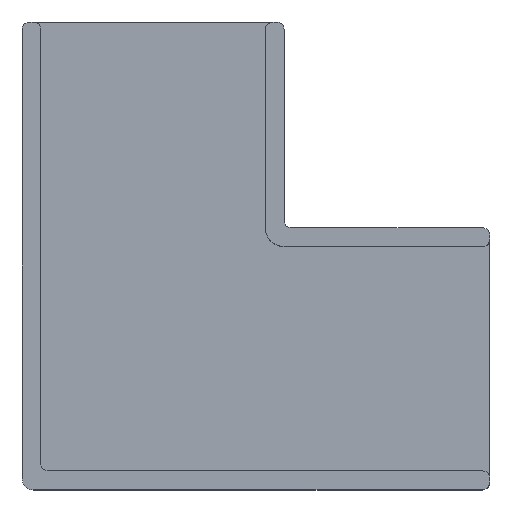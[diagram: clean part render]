
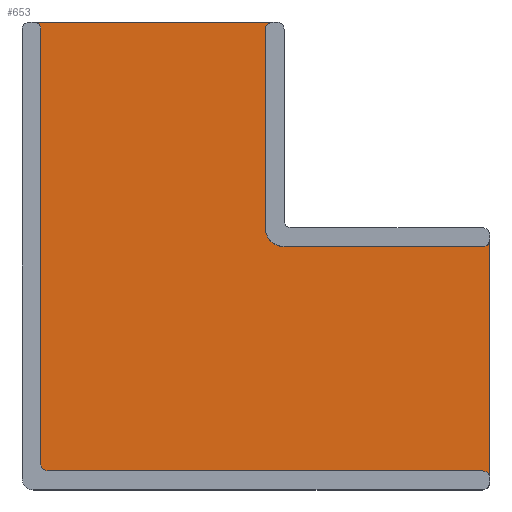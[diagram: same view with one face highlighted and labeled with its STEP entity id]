
A CAD part, top view. The second image highlights one B-rep face of the part: STEP entity #653.
In plain terms, the highlighted planar face has unit normal (0, 0, 1).
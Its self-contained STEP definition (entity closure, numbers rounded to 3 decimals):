
#38=PLANE('',#743);
#76=FACE_OUTER_BOUND('',#114,.T.);
#114=EDGE_LOOP('',(#586,#587,#588,#589,#590,#591,#592,#593,#594,#595,#596,
#597));
#123=LINE('',#990,#177);
#129=LINE('',#1006,#183);
#153=LINE('',#1116,#207);
#159=LINE('',#1131,#213);
#162=LINE('',#1139,#216);
#168=LINE('',#1159,#222);
#177=VECTOR('',#777,10.);
#183=VECTOR('',#791,10.);
#207=VECTOR('',#893,10.);
#213=VECTOR('',#911,10.);
#216=VECTOR('',#920,10.);
#222=VECTOR('',#950,10.);
#224=CIRCLE('',#671,2.);
#231=CIRCLE('',#681,2.);
#246=CIRCLE('',#706,2.);
#256=CIRCLE('',#726,2.);
#257=CIRCLE('',#729,2.);
#258=CIRCLE('',#732,5.);
#264=VERTEX_POINT('',#961);
#265=VERTEX_POINT('',#963);
#276=VERTEX_POINT('',#989);
#279=VERTEX_POINT('',#996);
#280=VERTEX_POINT('',#998);
#282=VERTEX_POINT('',#1004);
#305=VERTEX_POINT('',#1079);
#312=VERTEX_POINT('',#1124);
#313=VERTEX_POINT('',#1126);
#314=VERTEX_POINT('',#1130);
#315=VERTEX_POINT('',#1134);
#316=VERTEX_POINT('',#1138);
#321=EDGE_CURVE('',#264,#265,#224,.F.);
#334=EDGE_CURVE('',#276,#265,#123,.T.);
#338=EDGE_CURVE('',#279,#280,#231,.F.);
#342=EDGE_CURVE('',#279,#282,#129,.T.);
#375=EDGE_CURVE('',#305,#276,#246,.T.);
#390=EDGE_CURVE('',#264,#280,#153,.T.);
#395=EDGE_CURVE('',#312,#313,#256,.F.);
#397=EDGE_CURVE('',#314,#313,#159,.T.);
#399=EDGE_CURVE('',#314,#315,#257,.F.);
#401=EDGE_CURVE('',#316,#315,#162,.T.);
#403=EDGE_CURVE('',#316,#282,#258,.F.);
#411=EDGE_CURVE('',#312,#305,#168,.T.);
#586=ORIENTED_EDGE('',*,*,#375,.T.);
#587=ORIENTED_EDGE('',*,*,#334,.T.);
#588=ORIENTED_EDGE('',*,*,#321,.F.);
#589=ORIENTED_EDGE('',*,*,#390,.T.);
#590=ORIENTED_EDGE('',*,*,#338,.F.);
#591=ORIENTED_EDGE('',*,*,#342,.T.);
#592=ORIENTED_EDGE('',*,*,#403,.F.);
#593=ORIENTED_EDGE('',*,*,#401,.T.);
#594=ORIENTED_EDGE('',*,*,#399,.F.);
#595=ORIENTED_EDGE('',*,*,#397,.T.);
#596=ORIENTED_EDGE('',*,*,#395,.F.);
#597=ORIENTED_EDGE('',*,*,#411,.T.);
#653=ADVANCED_FACE('',(#76),#38,.T.);
#671=AXIS2_PLACEMENT_3D('',#964,#754,#755);
#681=AXIS2_PLACEMENT_3D('',#999,#784,#785);
#706=AXIS2_PLACEMENT_3D('',#1080,#856,#857);
#726=AXIS2_PLACEMENT_3D('',#1127,#906,#907);
#729=AXIS2_PLACEMENT_3D('',#1135,#915,#916);
#732=AXIS2_PLACEMENT_3D('',#1142,#924,#925);
#743=AXIS2_PLACEMENT_3D('',#1160,#951,#952);
#754=DIRECTION('center_axis',(0.,0.,-1.));
#755=DIRECTION('ref_axis',(0.707,0.707,0.));
#777=DIRECTION('',(1.,0.,0.));
#784=DIRECTION('center_axis',(0.,0.,-1.));
#785=DIRECTION('ref_axis',(0.707,-0.707,0.));
#791=DIRECTION('',(-1.,0.,0.));
#856=DIRECTION('center_axis',(0.,0.,1.));
#857=DIRECTION('ref_axis',(-0.707,-0.707,0.));
#893=DIRECTION('',(0.,1.,0.));
#906=DIRECTION('center_axis',(0.,0.,-1.));
#907=DIRECTION('ref_axis',(0.707,0.707,0.));
#911=DIRECTION('',(-1.,0.,0.));
#915=DIRECTION('center_axis',(0.,0.,-1.));
#916=DIRECTION('ref_axis',(-0.707,0.707,0.));
#920=DIRECTION('',(0.,1.,0.));
#924=DIRECTION('center_axis',(0.,0.,-1.));
#925=DIRECTION('ref_axis',(-0.707,-0.707,0.));
#950=DIRECTION('',(0.,-1.,0.));
#951=DIRECTION('center_axis',(0.,0.,1.));
#952=DIRECTION('ref_axis',(1.,0.,0.));
#961=CARTESIAN_POINT('',(125.,3.,3.));
#963=CARTESIAN_POINT('',(123.,5.,3.));
#964=CARTESIAN_POINT('Origin',(123.,3.,3.));
#989=CARTESIAN_POINT('',(7.,5.,3.));
#990=CARTESIAN_POINT('',(93.75,5.,3.));
#996=CARTESIAN_POINT('',(123.,65.,3.));
#998=CARTESIAN_POINT('',(125.,67.,3.));
#999=CARTESIAN_POINT('Origin',(123.,67.,3.));
#1004=CARTESIAN_POINT('',(70.,65.,3.));
#1006=CARTESIAN_POINT('',(63.75,65.,3.));
#1079=CARTESIAN_POINT('',(5.,7.,3.));
#1080=CARTESIAN_POINT('Origin',(7.,7.,3.));
#1116=CARTESIAN_POINT('',(125.,0.,3.));
#1124=CARTESIAN_POINT('',(5.,123.,3.));
#1126=CARTESIAN_POINT('',(3.,125.,3.));
#1127=CARTESIAN_POINT('Origin',(3.,123.,3.));
#1130=CARTESIAN_POINT('',(67.,125.,3.));
#1131=CARTESIAN_POINT('',(70.,125.,3.));
#1134=CARTESIAN_POINT('',(65.,123.,3.));
#1135=CARTESIAN_POINT('Origin',(67.,123.,3.));
#1138=CARTESIAN_POINT('',(65.,70.,3.));
#1139=CARTESIAN_POINT('',(65.,93.75,3.));
#1142=CARTESIAN_POINT('Origin',(70.,70.,3.));
#1159=CARTESIAN_POINT('',(5.,33.75,3.));
#1160=CARTESIAN_POINT('Origin',(62.5,62.5,3.));
